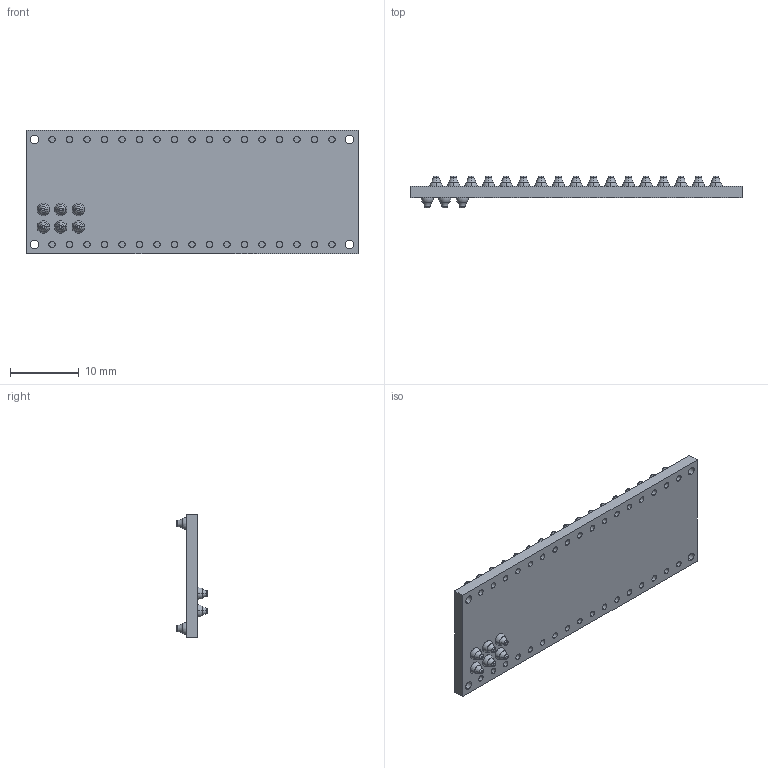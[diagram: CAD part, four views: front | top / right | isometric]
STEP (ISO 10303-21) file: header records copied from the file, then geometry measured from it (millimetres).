
FILE_DESCRIPTION (( 'STEP AP203' ), '1' );
FILE_NAME ('arduino micro board.step', '2019-10-07T21:23:53', ( '' ), ( '' ), 'SwSTEP 2.0', 'SolidWorks 2017', '' );
FILE_SCHEMA (( 'CONFIG_CONTROL_DESIGN' ));
Length unit declared in the file: millimetre
Products named in the file (1): arduino micro board
Bounding box: 48.2 x 4.6 x 18 mm (x, y, z)
Volume: 1423 mm3; surface area: 2318 mm2
Topology: 1 solids, 1 shells, 414 faces, 836 edges, 504 vertices
Faces by surface type: torus 240, cylinder 88, plane 86
Entity records: 11169 total; most frequent: DIRECTION 2402, CARTESIAN_POINT 1755, ORIENTED_EDGE 1672, AXIS2_PLACEMENT_3D 1151, EDGE_CURVE 836, CIRCLE 736, VERTEX_POINT 504, EDGE_LOOP 502
